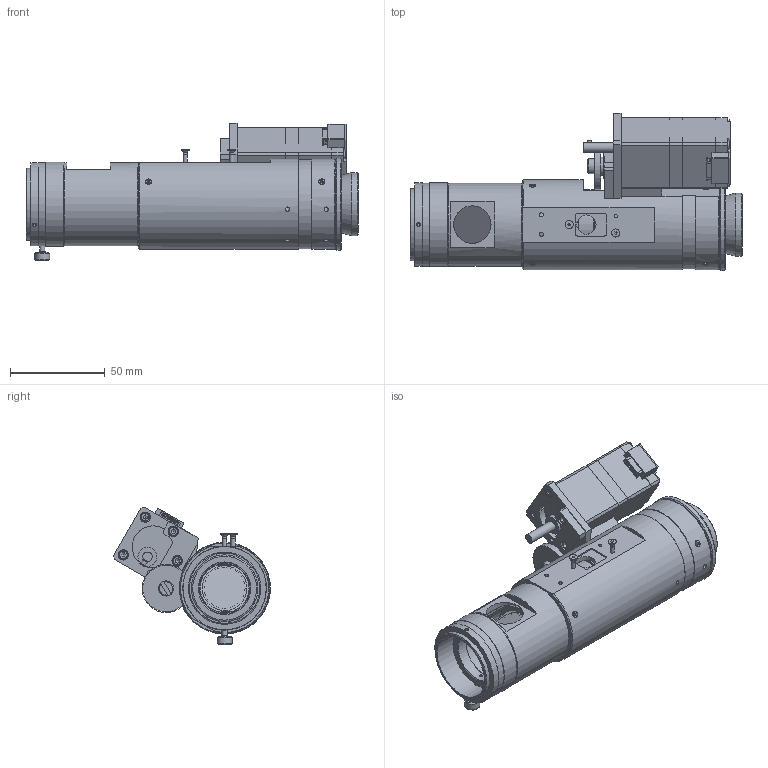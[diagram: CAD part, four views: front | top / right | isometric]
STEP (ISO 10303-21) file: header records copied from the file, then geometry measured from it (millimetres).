
FILE_DESCRIPTION(/* description */ ('DOVE TAIL, 12X ZOOM'),/* implementation_level */ '2;1');
FILE_NAME(/* name */ '52019_0.stp',/* time_stamp */ '2015-04-06T11:47:59-04:00',/* author */ ('BONAFEDE'),/* organization */ (''),/* preprocessor_version */ 'ST-DEVELOPER v15.6',/* originating_system */ 'Autodesk Inventor 2015',/* authorisation */ '');
FILE_SCHEMA (('AUTOMOTIVE_DESIGN { 1 0 10303 214 3 1 1 }'));
Length unit declared in the file: inch
Products named in the file (78): 50352; 50354; 50355; 50536; 50537; 50348; 50143; 50616; 50693; 50361; 50372; 50350; 50351; 60697; 50359; 50121; 50349; 50358; 7007; 50725; 50726; 50727; 50465; 50466; 50467; 50539; 50347(COAX); 50211; 62325; 51187; 51219; 7004; 7326; 51279; 51278; 50109; 7470; 51280; 61358; 51973 ...
Bounding box: 175.11 x 82.81 x 72.53 mm (x, y, z)
Volume: 221650.8 mm3; surface area: 170016.7 mm2
Topology: 90 solids, 92 shells, 1912 faces, 4519 edges, 2944 vertices
Faces by surface type: plane 1144, cylinder 439, cone 186, bspline 111, torus 20, sphere 12
Full cylindrical faces by diameter (mm): 0.35 x5, 0.5 x5, 0.508 x4, 1.146 x3, 1.27 x2, 1.473 x4, 1.575 x1, 1.6 x1, 1.702 x15, 1.727 x2, 1.854 x3, 1.93 x2, 1.938 x4, 1.948 x4, 2.083 x2, 2.159 x18, 2.184 x14, 2.286 x2, 2.489 x12, 2.5 x8, 2.54 x1, 2.845 x14, 2.896 x4, 3.162 x2, 3.175 x2, 3.302 x8, 3.454 x2, 3.556 x1, 3.785 x1, 4 x4
Entity records: 51473 total; most frequent: CARTESIAN_POINT 14907, DIRECTION 6997, ORIENTED_EDGE 6502, EDGE_CURVE 3252, AXIS2_PLACEMENT_3D 2508, EDGE_LOOP 2363, VERTEX_POINT 2347, LINE 1981
